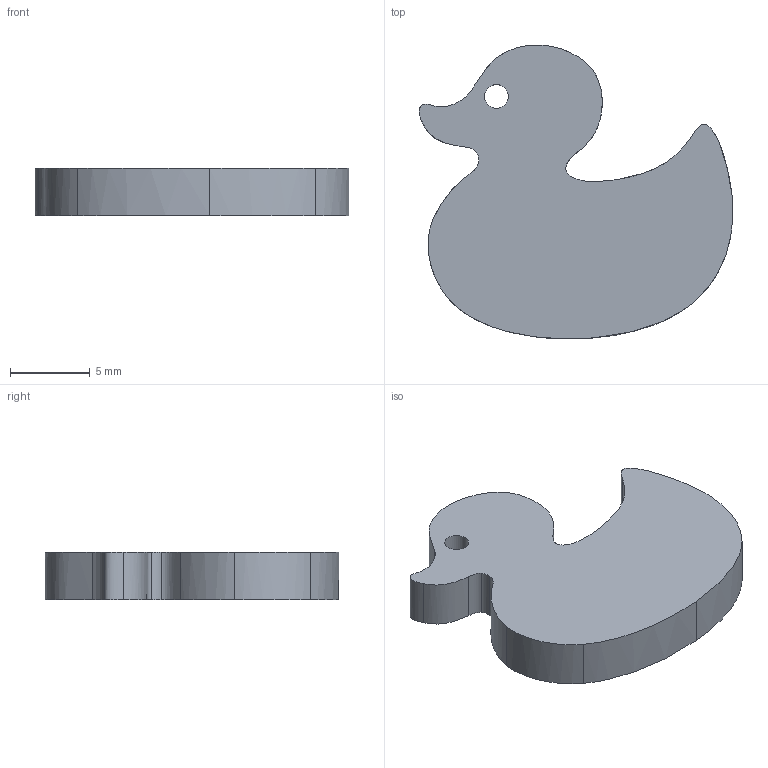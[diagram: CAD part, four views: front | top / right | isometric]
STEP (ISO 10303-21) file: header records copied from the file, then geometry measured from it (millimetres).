
FILE_DESCRIPTION(/* description */ (''),/* implementation_level */ '2;1');
FILE_NAME(/* name */ 'Rubber Duck.step',/* time_stamp */ '2025-12-24T23:06:31+11:00',/* author */ (''),/* organization */ (''),/* preprocessor_version */ 'ST-DEVELOPER v20.1',/* originating_system */ 'Autodesk Translation Framework v14.21.0.0',/* authorisation */ '');
FILE_SCHEMA (('AUTOMOTIVE_DESIGN { 1 0 10303 214 3 1 1 }'));
Length unit declared in the file: millimetre
Products named in the file (1): Rubber Duck
Bounding box: 19.7 x 18.46 x 3 mm (x, y, z)
Volume: 712.5 mm3; surface area: 714.1 mm2
Topology: 1 solids, 1 shells, 25 faces, 69 edges, 46 vertices
Faces by surface type: bspline 22, plane 2, cylinder 1
Full cylindrical faces by diameter (mm): 1.5 x1
Entity records: 964 total; most frequent: CARTESIAN_POINT 437, ORIENTED_EDGE 138, EDGE_CURVE 69, VERTEX_POINT 46, B_SPLINE_CURVE_WITH_KNOTS 44, DIRECTION 35, EDGE_LOOP 27, FACE_OUTER_BOUND 25
